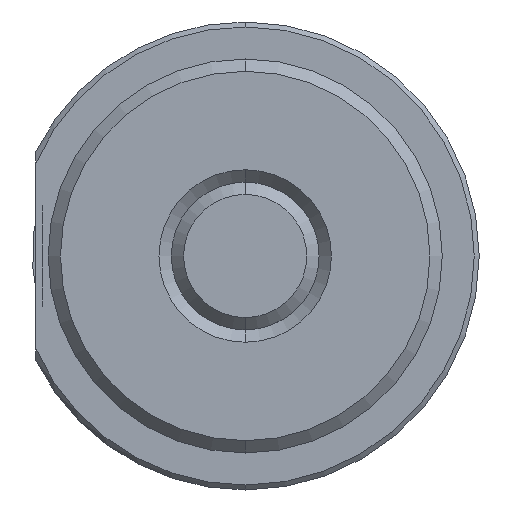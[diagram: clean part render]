
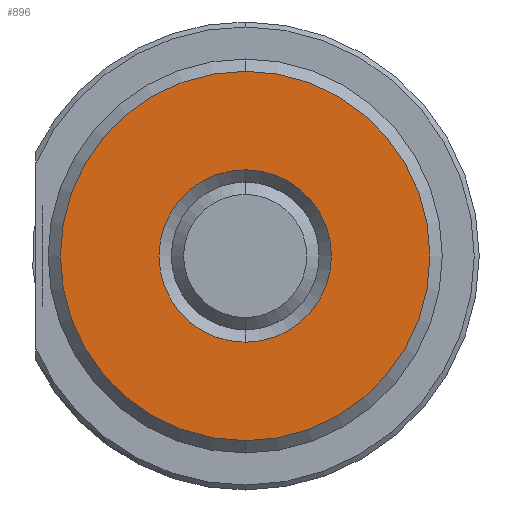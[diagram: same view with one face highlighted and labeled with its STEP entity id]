
A CAD part, left-side view. The second image highlights one B-rep face of the part: STEP entity #896.
In plain terms, the highlighted planar face has unit normal (-1, 0, 0).
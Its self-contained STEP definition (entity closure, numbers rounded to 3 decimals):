
#196 = CARTESIAN_POINT ( 'NONE',  ( 0., 0., 0. ) ) ;
#204 = DIRECTION ( 'NONE',  ( 1., 0., 0. ) ) ;
#205 = DIRECTION ( 'NONE',  ( 0., 0., -1. ) ) ;
#319 = CARTESIAN_POINT ( 'NONE',  ( 0., 0., 0. ) ) ;
#320 = DIRECTION ( 'NONE',  ( -1., 0., 0. ) ) ;
#321 = DIRECTION ( 'NONE',  ( 0., 0., -1. ) ) ;
#424 = CARTESIAN_POINT ( 'NONE',  ( 0., 0., 0. ) ) ;
#431 = DIRECTION ( 'NONE',  ( 1., 0., 0. ) ) ;
#432 = DIRECTION ( 'NONE',  ( 0., 0., -1. ) ) ;
#442 = CARTESIAN_POINT ( 'NONE',  ( 0., 0., 0. ) ) ;
#448 = DIRECTION ( 'NONE',  ( -1., 0., 0. ) ) ;
#449 = DIRECTION ( 'NONE',  ( 0., 0., -1. ) ) ;
#671 = CARTESIAN_POINT ( 'NONE',  ( 0., 0., -7.5 ) ) ;
#694 = CARTESIAN_POINT ( 'NONE',  ( 0., 0., 7.5 ) ) ;
#739 = CARTESIAN_POINT ( 'NONE',  ( 0., 0., 3.5 ) ) ;
#746 = CARTESIAN_POINT ( 'NONE',  ( 0., 0., -3.5 ) ) ;
#896 = ADVANCED_FACE ( 'NONE', ( #3046, #3041 ), #2593, .F. ) ;
#1009 = CIRCLE ( 'NONE', #1813, 3.5 ) ;
#1054 = CIRCLE ( 'NONE', #1833, 7.5 ) ;
#1116 = CIRCLE ( 'NONE', #1856, 3.5 ) ;
#1125 = CIRCLE ( 'NONE', #1862, 7.5 ) ;
#1255 = AXIS2_PLACEMENT_3D ( 'NONE', #2600, #2592, #2591 ) ;
#1363 = EDGE_CURVE ( 'NONE', #2402, #2409, #1009, .T. ) ;
#1401 = EDGE_CURVE ( 'NONE', #2357, #2324, #1054, .T. ) ;
#1448 = EDGE_CURVE ( 'NONE', #2409, #2402, #1116, .T. ) ;
#1454 = EDGE_CURVE ( 'NONE', #2324, #2357, #1125, .T. ) ;
#1813 = AXIS2_PLACEMENT_3D ( 'NONE', #196, #204, #205 ) ;
#1833 = AXIS2_PLACEMENT_3D ( 'NONE', #319, #320, #321 ) ;
#1856 = AXIS2_PLACEMENT_3D ( 'NONE', #424, #431, #432 ) ;
#1862 = AXIS2_PLACEMENT_3D ( 'NONE', #442, #448, #449 ) ;
#1991 = ORIENTED_EDGE ( 'NONE', *, *, #1401, .T. ) ;
#2027 = ORIENTED_EDGE ( 'NONE', *, *, #1448, .T. ) ;
#2078 = ORIENTED_EDGE ( 'NONE', *, *, #1454, .T. ) ;
#2104 = ORIENTED_EDGE ( 'NONE', *, *, #1363, .T. ) ;
#2324 = VERTEX_POINT ( 'NONE', #671 ) ;
#2357 = VERTEX_POINT ( 'NONE', #694 ) ;
#2402 = VERTEX_POINT ( 'NONE', #739 ) ;
#2409 = VERTEX_POINT ( 'NONE', #746 ) ;
#2591 = DIRECTION ( 'NONE',  ( 0., 0., -1. ) ) ;
#2592 = DIRECTION ( 'NONE',  ( 1., 0., 0. ) ) ;
#2593 = PLANE ( 'NONE',  #1255 ) ;
#2600 = CARTESIAN_POINT ( 'NONE',  ( 0., 3., 0. ) ) ;
#2805 = EDGE_LOOP ( 'NONE', ( #2078, #1991 ) ) ;
#2891 = EDGE_LOOP ( 'NONE', ( #2104, #2027 ) ) ;
#3041 = FACE_OUTER_BOUND ( 'NONE', #2805, .T. ) ;
#3046 = FACE_BOUND ( 'NONE', #2891, .T. ) ;
